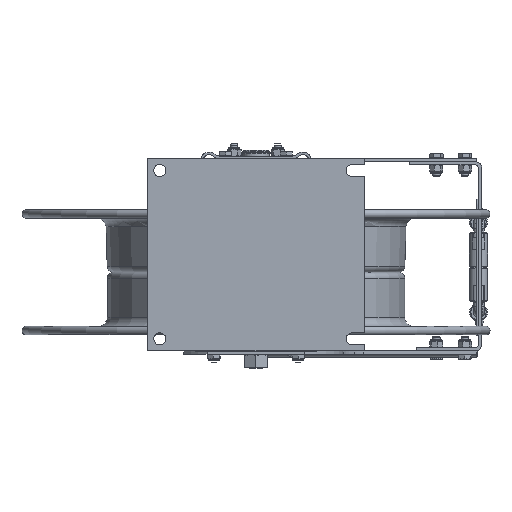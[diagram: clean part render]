
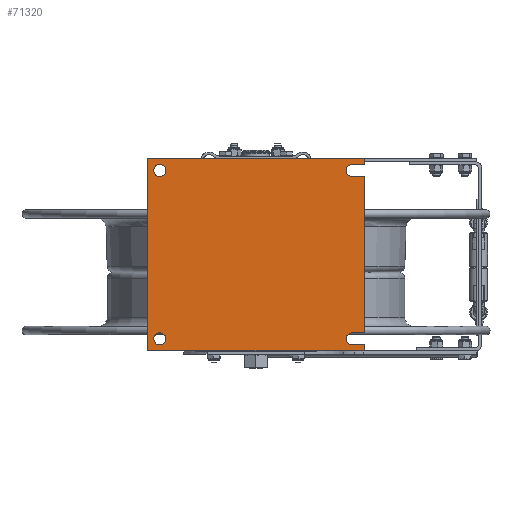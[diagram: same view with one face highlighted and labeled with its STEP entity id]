
A CAD part, front view. The second image highlights one B-rep face of the part: STEP entity #71320.
In plain terms, the highlighted planar face has unit normal (0, -1, 0).
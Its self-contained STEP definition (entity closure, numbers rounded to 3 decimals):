
#4265=FACE_BOUND('',#7591,.T.);
#4266=FACE_BOUND('',#7592,.T.);
#4764=FACE_OUTER_BOUND('',#7590,.T.);
#7590=EDGE_LOOP('',(#49227,#49228,#49229,#49230,#49231,#49232,#49233,#49234,
#49235,#49236,#49237,#49238));
#7591=EDGE_LOOP('',(#49239));
#7592=EDGE_LOOP('',(#49240));
#10915=CIRCLE('',#74614,0.25);
#10916=CIRCLE('',#74615,0.25);
#10917=CIRCLE('',#74616,0.25);
#10918=CIRCLE('',#74617,0.25);
#13788=LINE('',#97367,#20504);
#13789=LINE('',#97371,#20505);
#13790=LINE('',#97373,#20506);
#13791=LINE('',#97375,#20507);
#13792=LINE('',#97377,#20508);
#13793=LINE('',#97379,#20509);
#13794=LINE('',#97381,#20510);
#13795=LINE('',#97383,#20511);
#13796=LINE('',#97387,#20512);
#13797=LINE('',#97388,#20513);
#20504=VECTOR('',#79961,0.394);
#20505=VECTOR('',#79964,0.394);
#20506=VECTOR('',#79965,0.394);
#20507=VECTOR('',#79966,0.394);
#20508=VECTOR('',#79967,0.394);
#20509=VECTOR('',#79968,0.394);
#20510=VECTOR('',#79969,0.394);
#20511=VECTOR('',#79970,0.394);
#20512=VECTOR('',#79973,0.394);
#20513=VECTOR('',#79974,0.394);
#27220=VERTEX_POINT('',#97365);
#27221=VERTEX_POINT('',#97366);
#27222=VERTEX_POINT('',#97368);
#27223=VERTEX_POINT('',#97370);
#27224=VERTEX_POINT('',#97372);
#27225=VERTEX_POINT('',#97374);
#27226=VERTEX_POINT('',#97376);
#27227=VERTEX_POINT('',#97378);
#27228=VERTEX_POINT('',#97380);
#27229=VERTEX_POINT('',#97382);
#27230=VERTEX_POINT('',#97384);
#27231=VERTEX_POINT('',#97386);
#27232=VERTEX_POINT('',#97389);
#27233=VERTEX_POINT('',#97391);
#36787=EDGE_CURVE('',#27220,#27221,#13788,.T.);
#36788=EDGE_CURVE('',#27221,#27222,#10915,.T.);
#36789=EDGE_CURVE('',#27222,#27223,#13789,.T.);
#36790=EDGE_CURVE('',#27223,#27224,#13790,.T.);
#36791=EDGE_CURVE('',#27224,#27225,#13791,.T.);
#36792=EDGE_CURVE('',#27225,#27226,#13792,.T.);
#36793=EDGE_CURVE('',#27226,#27227,#13793,.T.);
#36794=EDGE_CURVE('',#27227,#27228,#13794,.T.);
#36795=EDGE_CURVE('',#27228,#27229,#13795,.T.);
#36796=EDGE_CURVE('',#27229,#27230,#10916,.T.);
#36797=EDGE_CURVE('',#27230,#27231,#13796,.T.);
#36798=EDGE_CURVE('',#27231,#27220,#13797,.T.);
#36799=EDGE_CURVE('',#27232,#27232,#10917,.T.);
#36800=EDGE_CURVE('',#27233,#27233,#10918,.T.);
#49227=ORIENTED_EDGE('',*,*,#36787,.T.);
#49228=ORIENTED_EDGE('',*,*,#36788,.T.);
#49229=ORIENTED_EDGE('',*,*,#36789,.T.);
#49230=ORIENTED_EDGE('',*,*,#36790,.T.);
#49231=ORIENTED_EDGE('',*,*,#36791,.T.);
#49232=ORIENTED_EDGE('',*,*,#36792,.T.);
#49233=ORIENTED_EDGE('',*,*,#36793,.T.);
#49234=ORIENTED_EDGE('',*,*,#36794,.T.);
#49235=ORIENTED_EDGE('',*,*,#36795,.T.);
#49236=ORIENTED_EDGE('',*,*,#36796,.T.);
#49237=ORIENTED_EDGE('',*,*,#36797,.T.);
#49238=ORIENTED_EDGE('',*,*,#36798,.T.);
#49239=ORIENTED_EDGE('',*,*,#36799,.T.);
#49240=ORIENTED_EDGE('',*,*,#36800,.T.);
#67091=PLANE('',#74613);
#71320=ADVANCED_FACE('',(#4764,#4265,#4266),#67091,.F.);
#74613=AXIS2_PLACEMENT_3D('',#97364,#79959,#79960);
#74614=AXIS2_PLACEMENT_3D('',#97369,#79962,#79963);
#74615=AXIS2_PLACEMENT_3D('',#97385,#79971,#79972);
#74616=AXIS2_PLACEMENT_3D('',#97390,#79975,#79976);
#74617=AXIS2_PLACEMENT_3D('',#97392,#79977,#79978);
#79959=DIRECTION('center_axis',(0.,1.,0.));
#79960=DIRECTION('ref_axis',(1.,0.,0.));
#79961=DIRECTION('',(-1.,0.,0.));
#79962=DIRECTION('center_axis',(0.,1.,0.));
#79963=DIRECTION('ref_axis',(0.,0.,
-1.));
#79964=DIRECTION('',(1.,0.,0.));
#79965=DIRECTION('',(0.,0.,1.));
#79966=DIRECTION('',(-1.,0.,0.));
#79967=DIRECTION('',(0.,0.,-1.));
#79968=DIRECTION('',(1.,0.,0.));
#79969=DIRECTION('',(0.,0.,1.));
#79970=DIRECTION('',(-1.,0.,0.));
#79971=DIRECTION('center_axis',(0.,1.,0.));
#79972=DIRECTION('ref_axis',(0.,0.,
-1.));
#79973=DIRECTION('',(1.,0.,0.));
#79974=DIRECTION('',(0.,0.,1.));
#79975=DIRECTION('center_axis',(0.,1.,0.));
#79976=DIRECTION('ref_axis',(-1.,0.,0.));
#79977=DIRECTION('center_axis',(0.,1.,0.));
#79978=DIRECTION('ref_axis',(-1.,0.,0.));
#97364=CARTESIAN_POINT('Origin',(0.,0.,
0.));
#97365=CARTESIAN_POINT('',(4.5,0.,3.25));
#97366=CARTESIAN_POINT('',(4.,0.,3.25));
#97367=CARTESIAN_POINT('',(2.25,0.,3.25));
#97368=CARTESIAN_POINT('',(4.,0.,3.75));
#97369=CARTESIAN_POINT('Origin',(4.,0.,
3.5));
#97370=CARTESIAN_POINT('',(4.5,0.,3.75));
#97371=CARTESIAN_POINT('',(2.,0.,3.75));
#97372=CARTESIAN_POINT('',(4.5,0.,4.));
#97373=CARTESIAN_POINT('',(4.5,0.,-4.));
#97374=CARTESIAN_POINT('',(-4.5,0.,4.));
#97375=CARTESIAN_POINT('',(4.5,0.,4.));
#97376=CARTESIAN_POINT('',(-4.5,0.,-4.));
#97377=CARTESIAN_POINT('',(-4.5,0.,4.));
#97378=CARTESIAN_POINT('',(4.5,0.,-4.));
#97379=CARTESIAN_POINT('',(-4.5,0.,-4.));
#97380=CARTESIAN_POINT('',(4.5,0.,-3.75));
#97381=CARTESIAN_POINT('',(4.5,0.,-4.));
#97382=CARTESIAN_POINT('',(4.,0.,-3.75));
#97383=CARTESIAN_POINT('',(2.25,0.,-3.75));
#97384=CARTESIAN_POINT('',(4.,0.,-3.25));
#97385=CARTESIAN_POINT('Origin',(4.,0.,
-3.5));
#97386=CARTESIAN_POINT('',(4.5,0.,-3.25));
#97387=CARTESIAN_POINT('',(2.,0.,-3.25));
#97388=CARTESIAN_POINT('',(4.5,0.,-4.));
#97389=CARTESIAN_POINT('',(-3.75,0.,-3.5));
#97390=CARTESIAN_POINT('Origin',(-4.,0.,
-3.5));
#97391=CARTESIAN_POINT('',(-3.75,0.,3.5));
#97392=CARTESIAN_POINT('Origin',(-4.,0.,
3.5));
